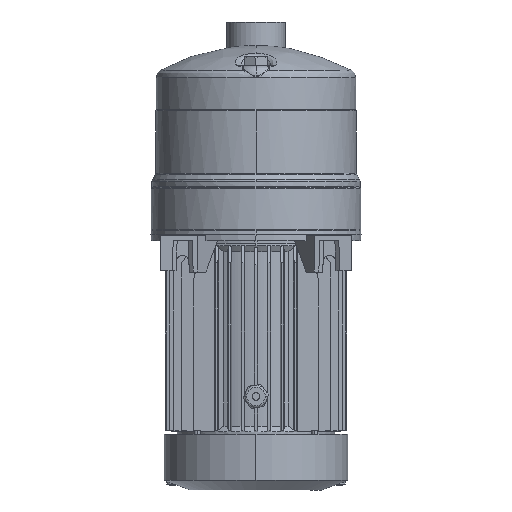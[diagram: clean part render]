
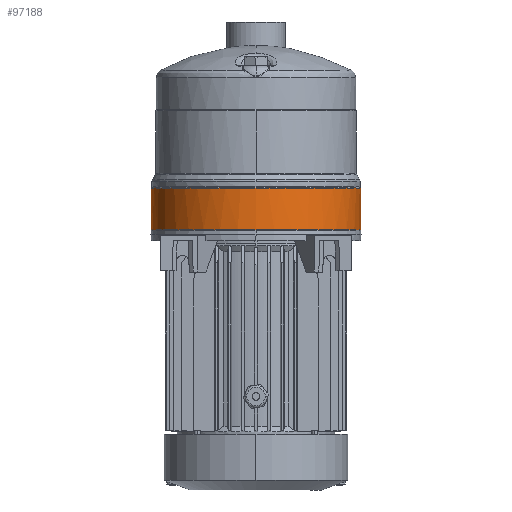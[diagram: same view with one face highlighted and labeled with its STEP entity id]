
A CAD part, front view. The second image highlights one B-rep face of the part: STEP entity #97188.
In plain terms, the highlighted cylindrical face has radius 80 mm (diameter 160 mm), a partial arc.
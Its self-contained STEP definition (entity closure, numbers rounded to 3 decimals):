
#161 = EDGE_CURVE ( 'NONE', #84931, #94827, #16307, .T. ) ;
#3610 = CIRCLE ( 'NONE', #89248, 80. ) ;
#4006 = CARTESIAN_POINT ( 'NONE',  ( 60.363, 20.743, 77.441 ) ) ;
#4519 = CARTESIAN_POINT ( 'NONE',  ( 60.363, 48.799, 63.609 ) ) ;
#5443 = CARTESIAN_POINT ( 'NONE',  ( 60.363, -25.777, 75.914 ) ) ;
#6088 = CARTESIAN_POINT ( 'NONE',  ( 60.363, 80., 0. ) ) ;
#6994 = CARTESIAN_POINT ( 'NONE',  ( 92.126, -80., 0. ) ) ;
#7001 = CARTESIAN_POINT ( 'NONE',  ( 60.363, -80., 0. ) ) ;
#7503 = VECTOR ( 'NONE', #85390, 1000. ) ;
#11903 = CARTESIAN_POINT ( 'NONE',  ( 60.363, 79.484, 10.472 ) ) ;
#13864 = CARTESIAN_POINT ( 'NONE',  ( 60.363, -60.271, 52.866 ) ) ;
#14379 = LINE ( 'NONE', #6994, #20052 ) ;
#16307 = B_SPLINE_CURVE_WITH_KNOTS ( 'NONE', 3,
 ( #6088, #84948, #11903, #28680, #21831, #100176, #68114, #91799, #85457, #85975, #4519, #93328, #28172, #100683, #4006, #77020, #29720, #45485 ),
 .UNSPECIFIED., .F., .F.,
 ( 4, 2, 2, 2, 2, 2, 2, 2, 4 ),
 ( 0.5, 0.563, 0.625, 0.688, 0.75, 0.813, 0.875, 0.938, 1. ),
 .UNSPECIFIED. ) ;
#19720 = LINE ( 'NONE', #51763, #7503 ) ;
#19792 = CIRCLE ( 'NONE', #39949, 80. ) ;
#20052 = VECTOR ( 'NONE', #45899, 1000. ) ;
#20629 = CARTESIAN_POINT ( 'NONE',  ( 92.126, 0., 80. ) ) ;
#21831 = CARTESIAN_POINT ( 'NONE',  ( 60.363, 75.914, 25.777 ) ) ;
#22764 = CARTESIAN_POINT ( 'NONE',  ( 60.363, -48.799, 63.609 ) ) ;
#24244 = EDGE_CURVE ( 'NONE', #52153, #35104, #14379, .T. ) ;
#28172 = CARTESIAN_POINT ( 'NONE',  ( 60.363, 35.452, 71.907 ) ) ;
#28680 = CARTESIAN_POINT ( 'NONE',  ( 60.363, 77.441, 20.743 ) ) ;
#29616 = CARTESIAN_POINT ( 'NONE',  ( 60.363, -80., 5.236 ) ) ;
#29720 = CARTESIAN_POINT ( 'NONE',  ( 60.363, 5.236, 80. ) ) ;
#31165 = CARTESIAN_POINT ( 'NONE',  ( 60.363, -52.866, 60.271 ) ) ;
#31236 = ORIENTED_EDGE ( 'NONE', *, *, #24244, .T. ) ;
#31293 = CARTESIAN_POINT ( 'NONE',  ( 92.126, 0., 0. ) ) ;
#35104 = VERTEX_POINT ( 'NONE', #46602 ) ;
#38019 = CARTESIAN_POINT ( 'NONE',  ( 60.363, -20.743, 77.441 ) ) ;
#38149 = FACE_OUTER_BOUND ( 'NONE', #47640, .T. ) ;
#39949 = AXIS2_PLACEMENT_3D ( 'NONE', #70182, #78610, #78086 ) ;
#45029 = EDGE_CURVE ( 'NONE', #94827, #52153, #60028, .T. ) ;
#45274 = DIRECTION ( 'NONE',  ( 0., 1., 0. ) ) ;
#45485 = CARTESIAN_POINT ( 'NONE',  ( 60.363, 0., 80. ) ) ;
#45899 = DIRECTION ( 'NONE',  ( 1., 0., 0. ) ) ;
#45909 = CARTESIAN_POINT ( 'NONE',  ( 60.363, -71.907, 35.452 ) ) ;
#46602 = CARTESIAN_POINT ( 'NONE',  ( 92.126, -80., 0. ) ) ;
#47640 = EDGE_LOOP ( 'NONE', ( #67918, #31236, #55425, #93417, #51924, #93089 ) ) ;
#49251 = CARTESIAN_POINT ( 'NONE',  ( 60.363, 80., 0. ) ) ;
#51763 = CARTESIAN_POINT ( 'NONE',  ( 92.126, 80., 0. ) ) ;
#51924 = ORIENTED_EDGE ( 'NONE', *, *, #66475, .F. ) ;
#52153 = VERTEX_POINT ( 'NONE', #89175 ) ;
#53152 = CARTESIAN_POINT ( 'NONE',  ( 92.126, 0., 0. ) ) ;
#55425 = ORIENTED_EDGE ( 'NONE', *, *, #97132, .T. ) ;
#57010 = EDGE_CURVE ( 'NONE', #71150, #70493, #3610, .T. ) ;
#59066 = CARTESIAN_POINT ( 'NONE',  ( 60.363, 0., 80. ) ) ;
#60028 = B_SPLINE_CURVE_WITH_KNOTS ( 'NONE', 3,
 ( #59066, #71097, #101621, #38019, #5443, #69544, #78993, #22764, #31165, #13864, #63209, #61659, #45909, #93729, #78484, #85344, #29616, #7001 ),
 .UNSPECIFIED., .F., .F.,
 ( 4, 2, 2, 2, 2, 2, 2, 2, 4 ),
 ( 0., 0.063, 0.125, 0.188, 0.25, 0.313, 0.375, 0.438, 0.5 ),
 .UNSPECIFIED. ) ;
#60052 = AXIS2_PLACEMENT_3D ( 'NONE', #31293, #79119, #63333 ) ;
#61029 = DIRECTION ( 'NONE',  ( -1., 0., 0. ) ) ;
#61659 = CARTESIAN_POINT ( 'NONE',  ( 60.363, -69.427, 40.092 ) ) ;
#63209 = CARTESIAN_POINT ( 'NONE',  ( 60.363, -63.609, 48.799 ) ) ;
#63333 = DIRECTION ( 'NONE',  ( 0., 1., 0. ) ) ;
#64947 = CARTESIAN_POINT ( 'NONE',  ( 92.126, 80., 0. ) ) ;
#66475 = EDGE_CURVE ( 'NONE', #84931, #70493, #19720, .T. ) ;
#67918 = ORIENTED_EDGE ( 'NONE', *, *, #45029, .T. ) ;
#68114 = CARTESIAN_POINT ( 'NONE',  ( 60.363, 69.427, 40.092 ) ) ;
#69544 = CARTESIAN_POINT ( 'NONE',  ( 60.363, -35.452, 71.907 ) ) ;
#70182 = CARTESIAN_POINT ( 'NONE',  ( 92.126, 0., 0. ) ) ;
#70493 = VERTEX_POINT ( 'NONE', #64947 ) ;
#71097 = CARTESIAN_POINT ( 'NONE',  ( 60.363, -5.236, 80. ) ) ;
#71150 = VERTEX_POINT ( 'NONE', #20629 ) ;
#72350 = CARTESIAN_POINT ( 'NONE',  ( 60.363, 0., 80. ) ) ;
#77020 = CARTESIAN_POINT ( 'NONE',  ( 60.363, 10.472, 79.484 ) ) ;
#78086 = DIRECTION ( 'NONE',  ( 0., 1., 0. ) ) ;
#78484 = CARTESIAN_POINT ( 'NONE',  ( 60.363, -77.441, 20.743 ) ) ;
#78610 = DIRECTION ( 'NONE',  ( -1., 0., 0. ) ) ;
#78993 = CARTESIAN_POINT ( 'NONE',  ( 60.363, -40.092, 69.427 ) ) ;
#79119 = DIRECTION ( 'NONE',  ( 1., 0., 0. ) ) ;
#84931 = VERTEX_POINT ( 'NONE', #49251 ) ;
#84948 = CARTESIAN_POINT ( 'NONE',  ( 60.363, 80., 5.236 ) ) ;
#85344 = CARTESIAN_POINT ( 'NONE',  ( 60.363, -79.484, 10.472 ) ) ;
#85390 = DIRECTION ( 'NONE',  ( 1., 0., 0. ) ) ;
#85457 = CARTESIAN_POINT ( 'NONE',  ( 60.363, 60.271, 52.866 ) ) ;
#85975 = CARTESIAN_POINT ( 'NONE',  ( 60.363, 52.866, 60.271 ) ) ;
#86000 = CYLINDRICAL_SURFACE ( 'NONE', #60052, 80. ) ;
#89175 = CARTESIAN_POINT ( 'NONE',  ( 60.363, -80., 0. ) ) ;
#89248 = AXIS2_PLACEMENT_3D ( 'NONE', #53152, #61029, #45274 ) ;
#91799 = CARTESIAN_POINT ( 'NONE',  ( 60.363, 63.609, 48.799 ) ) ;
#93089 = ORIENTED_EDGE ( 'NONE', *, *, #161, .T. ) ;
#93328 = CARTESIAN_POINT ( 'NONE',  ( 60.363, 40.092, 69.427 ) ) ;
#93417 = ORIENTED_EDGE ( 'NONE', *, *, #57010, .T. ) ;
#93729 = CARTESIAN_POINT ( 'NONE',  ( 60.363, -75.914, 25.777 ) ) ;
#94827 = VERTEX_POINT ( 'NONE', #72350 ) ;
#97132 = EDGE_CURVE ( 'NONE', #35104, #71150, #19792, .T. ) ;
#97188 = ADVANCED_FACE ( 'NONE', ( #38149 ), #86000, .T. ) ;
#100176 = CARTESIAN_POINT ( 'NONE',  ( 60.363, 71.907, 35.452 ) ) ;
#100683 = CARTESIAN_POINT ( 'NONE',  ( 60.363, 25.777, 75.914 ) ) ;
#101621 = CARTESIAN_POINT ( 'NONE',  ( 60.363, -10.472, 79.484 ) ) ;
